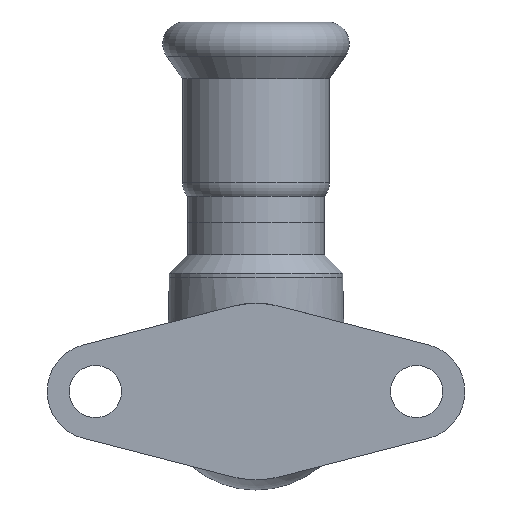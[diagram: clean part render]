
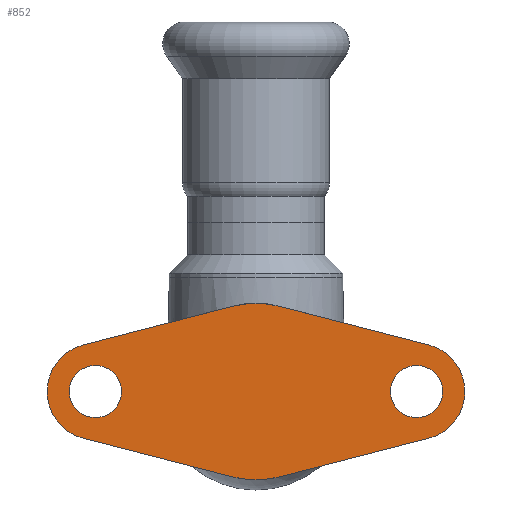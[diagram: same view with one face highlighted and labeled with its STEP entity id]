
A CAD part, left-side view. The second image highlights one B-rep face of the part: STEP entity #852.
In plain terms, the highlighted planar face has unit normal (-1, 0, 0).
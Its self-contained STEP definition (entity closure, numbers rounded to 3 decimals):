
#41=LINE($,#1881,#71);
#46=LINE($,#1900,#76);
#48=LINE($,#1906,#78);
#49=LINE($,#1908,#79);
#71=VECTOR($,#1092,19.365);
#76=VECTOR($,#1115,19.365);
#78=VECTOR($,#1123,19.365);
#79=VECTOR($,#1126,19.365);
#137=PLANE($,#939);
#156=FACE_BOUND($,#265,.T.);
#157=FACE_BOUND($,#266,.T.);
#158=FACE_BOUND($,#267,.T.);
#265=EDGE_LOOP($,(#683));
#266=EDGE_LOOP($,(#684));
#267=EDGE_LOOP($,(#685,#686,#687,#688,#689,#690,#691,#692));
#329=CIRCLE($,#906,11.);
#345=CIRCLE($,#927,3.25);
#346=CIRCLE($,#929,3.25);
#347=CIRCLE($,#931,6.);
#348=CIRCLE($,#933,11.);
#349=CIRCLE($,#936,6.);
#393=VERTEX_POINT($,#1371);
#394=VERTEX_POINT($,#1373);
#420=VERTEX_POINT($,#1878);
#421=VERTEX_POINT($,#1880);
#422=VERTEX_POINT($,#1884);
#423=VERTEX_POINT($,#1887);
#424=VERTEX_POINT($,#1890);
#425=VERTEX_POINT($,#1894);
#426=VERTEX_POINT($,#1898);
#427=VERTEX_POINT($,#1902);
#481=EDGE_CURVE($,#393,#394,#329,.T.);
#514=EDGE_CURVE($,#420,#421,#41,.T.);
#516=EDGE_CURVE($,#422,#422,#345,.T.);
#517=EDGE_CURVE($,#423,#423,#346,.T.);
#518=EDGE_CURVE($,#421,#424,#347,.T.);
#521=EDGE_CURVE($,#425,#420,#348,.T.);
#523=EDGE_CURVE($,#426,#425,#46,.T.);
#525=EDGE_CURVE($,#427,#426,#349,.T.);
#526=EDGE_CURVE($,#394,#427,#48,.T.);
#527=EDGE_CURVE($,#424,#393,#49,.T.);
#683=ORIENTED_EDGE($,*,*,#516,.T.);
#684=ORIENTED_EDGE($,*,*,#517,.T.);
#685=ORIENTED_EDGE($,*,*,#527,.F.);
#686=ORIENTED_EDGE($,*,*,#518,.F.);
#687=ORIENTED_EDGE($,*,*,#514,.F.);
#688=ORIENTED_EDGE($,*,*,#521,.F.);
#689=ORIENTED_EDGE($,*,*,#523,.F.);
#690=ORIENTED_EDGE($,*,*,#525,.F.);
#691=ORIENTED_EDGE($,*,*,#526,.F.);
#692=ORIENTED_EDGE($,*,*,#481,.F.);
#852=ADVANCED_FACE($,(#156,#157,#158),#137,.F.);
#906=AXIS2_PLACEMENT_3D($,#1374,#1046,#1047);
#927=AXIS2_PLACEMENT_3D($,#1885,#1096,#1097);
#929=AXIS2_PLACEMENT_3D($,#1888,#1100,#1101);
#931=AXIS2_PLACEMENT_3D($,#1891,#1104,#1105);
#933=AXIS2_PLACEMENT_3D($,#1896,#1110,#1111);
#936=AXIS2_PLACEMENT_3D($,#1904,#1119,#1120);
#939=AXIS2_PLACEMENT_3D($,#1909,#1127,#1128);
#1046=DIRECTION('center_axis',(1.,0.,0.));
#1047=DIRECTION('ref_axis',(0.,-0.25,-0.968));
#1092=DIRECTION($,(0.,-0.968,-0.25));
#1096=DIRECTION('center_axis',(1.,0.,0.));
#1097=DIRECTION('ref_axis',(0.,-1.,0.));
#1100=DIRECTION('center_axis',(1.,0.,0.));
#1101=DIRECTION('ref_axis',(0.,-1.,0.));
#1104=DIRECTION('center_axis',(1.,0.,0.));
#1105=DIRECTION('ref_axis',(0.,-0.25,0.968));
#1110=DIRECTION('center_axis',(1.,0.,0.));
#1111=DIRECTION('ref_axis',(0.,0.25,0.968));
#1115=DIRECTION($,(0.,-0.968,0.25));
#1119=DIRECTION('center_axis',(1.,0.,0.));
#1120=DIRECTION('ref_axis',(0.,0.25,-0.968));
#1123=DIRECTION($,(0.,0.968,0.25));
#1126=DIRECTION($,(0.,0.968,-0.25));
#1127=DIRECTION('center_axis',(1.,0.,0.));
#1128=DIRECTION('ref_axis',(0.,0.,-1.));
#1371=CARTESIAN_POINT('',(-13.,-2.75,-31.651));
#1373=CARTESIAN_POINT('',(-13.,2.75,-31.651));
#1374=CARTESIAN_POINT('Origin',(-13.,0.,-21.));
#1878=CARTESIAN_POINT('',(-13.,-2.75,-10.349));
#1880=CARTESIAN_POINT('',(-13.,-21.5,-15.191));
#1881=CARTESIAN_POINT($,(-13.,-2.75,-10.349));
#1884=CARTESIAN_POINT('',(-13.,-16.75,-21.));
#1885=CARTESIAN_POINT('Origin',(-13.,-20.,-21.));
#1887=CARTESIAN_POINT('',(-13.,23.25,-21.));
#1888=CARTESIAN_POINT('Origin',(-13.,20.,-21.));
#1890=CARTESIAN_POINT('',(-13.,-21.5,-26.809));
#1891=CARTESIAN_POINT('Origin',(-13.,-20.,-21.));
#1894=CARTESIAN_POINT('',(-13.,2.75,-10.349));
#1896=CARTESIAN_POINT('Origin',(-13.,0.,-21.));
#1898=CARTESIAN_POINT('',(-13.,21.5,-15.191));
#1900=CARTESIAN_POINT($,(-13.,21.5,-15.191));
#1902=CARTESIAN_POINT('',(-13.,21.5,-26.809));
#1904=CARTESIAN_POINT('Origin',(-13.,20.,-21.));
#1906=CARTESIAN_POINT($,(-13.,2.75,-31.651));
#1908=CARTESIAN_POINT($,(-13.,-21.5,-26.809));
#1909=CARTESIAN_POINT('Origin',(-13.,0.,-21.));
